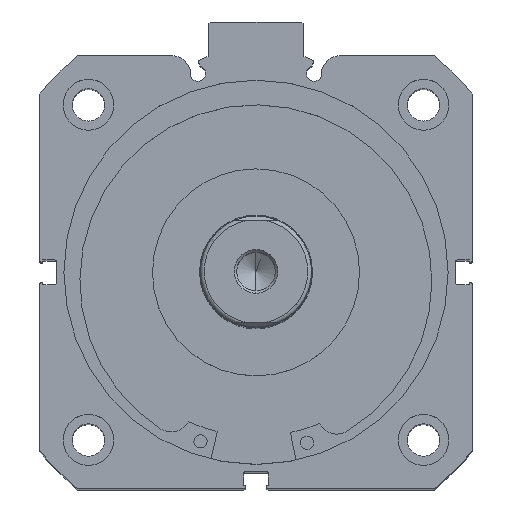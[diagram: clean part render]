
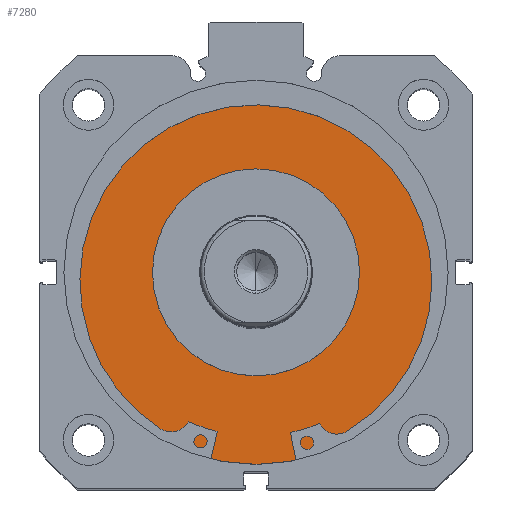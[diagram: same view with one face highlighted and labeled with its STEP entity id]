
A CAD part, top view. The second image highlights one B-rep face of the part: STEP entity #7280.
In plain terms, the highlighted face is planar.
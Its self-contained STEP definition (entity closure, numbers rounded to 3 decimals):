
#1119 = VERTEX_POINT ( 'NONE', #2561 ) ;
#1121 = VERTEX_POINT ( 'NONE', #2563 ) ;
#1125 = VERTEX_POINT ( 'NONE', #2567 ) ;
#1142 = VERTEX_POINT ( 'NONE', #2584 ) ;
#1253 = AXIS2_PLACEMENT_3D ( 'NONE', #2825, #2827, #2828 ) ;
#1258 = AXIS2_PLACEMENT_3D ( 'NONE', #2820, #2821, #2822 ) ;
#1262 = AXIS2_PLACEMENT_3D ( 'NONE', #2843, #2845, #2846 ) ;
#1264 = AXIS2_PLACEMENT_3D ( 'NONE', #2796, #2797, #2798 ) ;
#1581 = AXIS2_PLACEMENT_3D ( 'NONE', #3975, #3977, #3978 ) ;
#1890 = EDGE_CURVE ( 'NONE', #1119, #1121, #6633, .T. ) ;
#1901 = EDGE_CURVE ( 'NONE', #1142, #1125, #6644, .T. ) ;
#1903 = EDGE_CURVE ( 'NONE', #1121, #1119, #6645, .T. ) ;
#1909 = EDGE_CURVE ( 'NONE', #1125, #1142, #6654, .T. ) ;
#2561 = CARTESIAN_POINT ( 'NONE',  ( 5.5, 0., 51. ) ) ;
#2563 = CARTESIAN_POINT ( 'NONE',  ( 5.5, 0., -51. ) ) ;
#2567 = CARTESIAN_POINT ( 'NONE',  ( 5.5, 0., -27.5 ) ) ;
#2584 = CARTESIAN_POINT ( 'NONE',  ( 5.5, 0., 27.5 ) ) ;
#2796 = CARTESIAN_POINT ( 'NONE',  ( 5.5, 0., 0. ) ) ;
#2797 = DIRECTION ( 'NONE',  ( -1., 0., 0. ) ) ;
#2798 = DIRECTION ( 'NONE',  ( 0., 0., 1. ) ) ;
#2820 = CARTESIAN_POINT ( 'NONE',  ( 5.5, 0., 0. ) ) ;
#2821 = DIRECTION ( 'NONE',  ( -1., 0., 0. ) ) ;
#2822 = DIRECTION ( 'NONE',  ( 0., 0., 1. ) ) ;
#2825 = CARTESIAN_POINT ( 'NONE',  ( 5.5, 0., 0. ) ) ;
#2827 = DIRECTION ( 'NONE',  ( -1., 0., 0. ) ) ;
#2828 = DIRECTION ( 'NONE',  ( 0., 0., 1. ) ) ;
#2843 = CARTESIAN_POINT ( 'NONE',  ( 5.5, 0., 0. ) ) ;
#2845 = DIRECTION ( 'NONE',  ( -1., 0., 0. ) ) ;
#2846 = DIRECTION ( 'NONE',  ( 0., 0., 1. ) ) ;
#3975 = CARTESIAN_POINT ( 'NONE',  ( 5.5, 51., 0. ) ) ;
#3976 = PLANE ( 'NONE',  #1581 ) ;
#3977 = DIRECTION ( 'NONE',  ( 1., 0., 0. ) ) ;
#3978 = DIRECTION ( 'NONE',  ( 0., 0., -1. ) ) ;
#4457 = FACE_BOUND ( 'NONE', #4864, .T. ) ;
#4462 = FACE_OUTER_BOUND ( 'NONE', #4915, .T. ) ;
#4675 = ORIENTED_EDGE ( 'NONE', *, *, #1890, .T. ) ;
#4677 = ORIENTED_EDGE ( 'NONE', *, *, #1903, .T. ) ;
#4864 = EDGE_LOOP ( 'NONE', ( #4931, #4946 ) ) ;
#4915 = EDGE_LOOP ( 'NONE', ( #4675, #4677 ) ) ;
#4931 = ORIENTED_EDGE ( 'NONE', *, *, #1901, .F. ) ;
#4946 = ORIENTED_EDGE ( 'NONE', *, *, #1909, .F. ) ;
#6633 = CIRCLE ( 'NONE', #1264, 51. ) ;
#6644 = CIRCLE ( 'NONE', #1258, 27.5 ) ;
#6645 = CIRCLE ( 'NONE', #1253, 51. ) ;
#6654 = CIRCLE ( 'NONE', #1262, 27.5 ) ;
#7280 = ADVANCED_FACE ( 'NONE', ( #4457, #4462 ), #3976, .F. ) ;
